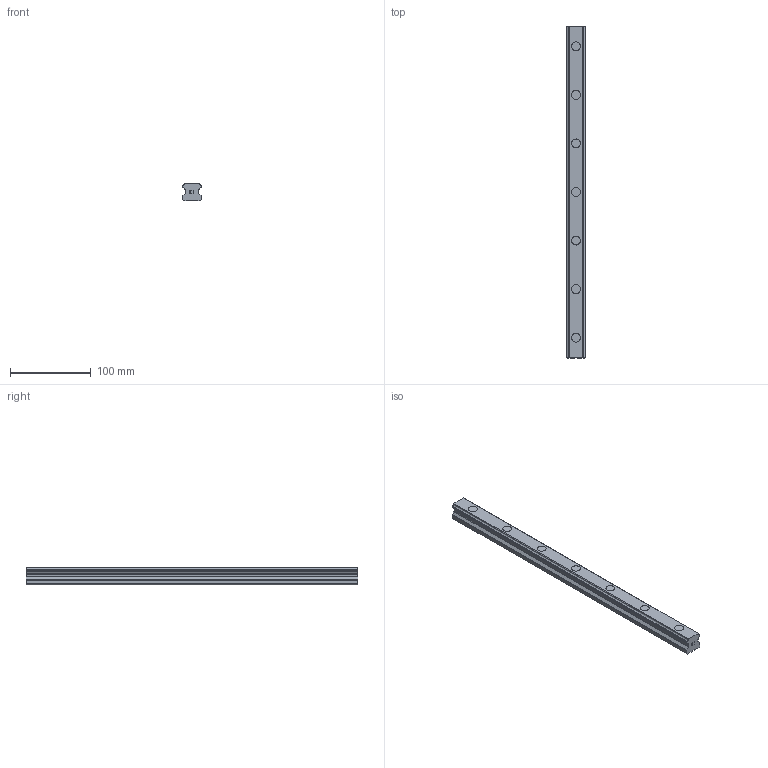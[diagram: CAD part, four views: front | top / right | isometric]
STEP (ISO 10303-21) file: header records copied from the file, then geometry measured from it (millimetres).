
FILE_DESCRIPTION(('STEP AP214'),'1');
FILE_NAME('cctmp_A69989F6-5B85-4824-9C0D-65FE6801A171_2020_6_9_10_46_42_916..stp','2020-06-09T08:46:43',('HIWIN GmbH'),('CADClick - www.CADClick.com'),'Spatial InterOp 3D',' ','unknown authorization');
FILE_SCHEMA(('AUTOMOTIVE_DESIGN'));
Length unit declared in the file: millimetre
Products named in the file (1): HGR25R410H_FILE
Bounding box: 23 x 410 x 22 mm (x, y, z)
Volume: 170242.1 mm3; surface area: 42982 mm2
Topology: 1 solids, 1 shells, 195 faces, 525 edges, 350 vertices
Faces by surface type: plane 131, cylinder 64
Entity records: 7747 total; most frequent: DIRECTION 1101, CARTESIAN_POINT 1071, ORIENTED_EDGE 1050, EDGE_CURVE 525, AXIS2_PLACEMENT_3D 380, VERTEX_POINT 350, LINE 341, VECTOR 341
